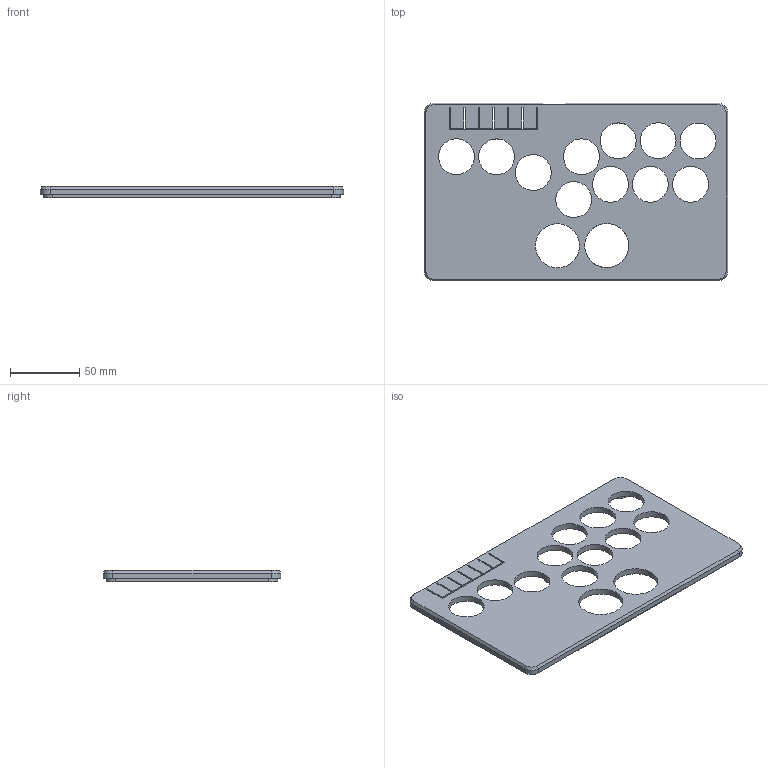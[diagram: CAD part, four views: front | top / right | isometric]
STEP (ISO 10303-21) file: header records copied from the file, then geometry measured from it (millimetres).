
FILE_DESCRIPTION(/* description */ (''),/* implementation_level */ '2;1');
FILE_NAME(/* name */ 'TOP2Thumb.step',/* time_stamp */ '2024-01-10T10:21:16-05:00',/* author */ (''),/* organization */ (''),/* preprocessor_version */ 'ST-DEVELOPER v20',/* originating_system */ 'Autodesk Translation Framework v12.14.0.127',/* authorisation */ '');
FILE_SCHEMA (('AUTOMOTIVE_DESIGN { 1 0 10303 214 3 1 1 }'));
Length unit declared in the file: millimetre
Products named in the file (1): KolbeBox USB Passthrough
Bounding box: 219.75 x 128.73 x 8.1 mm (x, y, z)
Volume: 94622.3 mm3; surface area: 55372.5 mm2
Topology: 1 solids, 1 shells, 129 faces, 330 edges, 214 vertices
Faces by surface type: plane 79, cylinder 39, cone 11
Full cylindrical faces by diameter (mm): 5.2 x7, 12 x7, 26 x11, 32 x2
Entity records: 3986 total; most frequent: DIRECTION 684, CARTESIAN_POINT 674, ORIENTED_EDGE 660, EDGE_CURVE 330, LINE 236, VECTOR 236, AXIS2_PLACEMENT_3D 224, VERTEX_POINT 214
